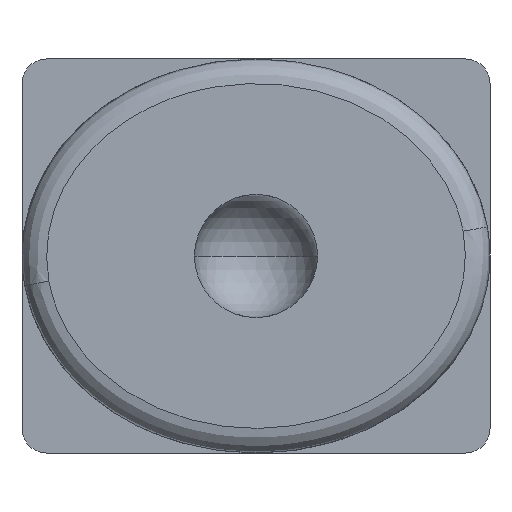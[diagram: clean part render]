
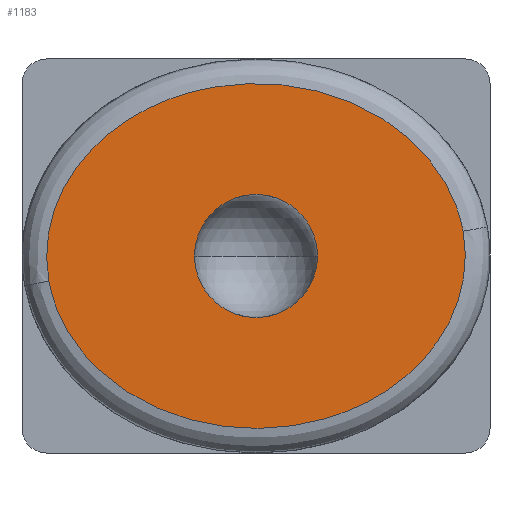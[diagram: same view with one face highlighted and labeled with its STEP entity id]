
A CAD part, left-side view. The second image highlights one B-rep face of the part: STEP entity #1183.
In plain terms, the highlighted planar face has unit normal (-1, 0, 0).
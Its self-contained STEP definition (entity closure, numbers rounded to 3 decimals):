
#1 = CARTESIAN_POINT ( 'NONE',  ( -3.4, 0.171, -0.296 ) ) ;
#3 = CARTESIAN_POINT ( 'NONE',  ( -3.4, 0.289, 0.473 ) ) ;
#5 = CARTESIAN_POINT ( 'NONE',  ( -3.4, 1.525, 0.523 ) ) ;
#24 = ORIENTED_EDGE ( 'NONE', *, *, #414, .F. ) ;
#64 = DIRECTION ( 'NONE',  ( 0., 0., -1. ) ) ;
#83 = DIRECTION ( 'NONE',  ( 0., 0., -1. ) ) ;
#86 = CARTESIAN_POINT ( 'NONE',  ( -3.4, 0.95, 0. ) ) ;
#115 = CARTESIAN_POINT ( 'NONE',  ( -3.4, 1.251, 0.66 ) ) ;
#124 = CARTESIAN_POINT ( 'NONE',  ( -3.4, 1.73, 0.296 ) ) ;
#131 = CARTESIAN_POINT ( 'NONE',  ( -3.4, 1.728, -0.297 ) ) ;
#220 = CARTESIAN_POINT ( 'NONE',  ( -3.4, 0.45, -0.596 ) ) ;
#236 = CARTESIAN_POINT ( 'NONE',  ( -3.4, 0.23, -0.382 ) ) ;
#249 = EDGE_CURVE ( 'NONE', #850, #1015, #521, .T. ) ;
#292 = DIRECTION ( 'NONE',  ( -1., 0., 0. ) ) ;
#346 = CARTESIAN_POINT ( 'NONE',  ( -3.4, 1.809, -0.003 ) ) ;
#414 = EDGE_CURVE ( 'NONE', #1015, #850, #759, .T. ) ;
#449 = CARTESIAN_POINT ( 'NONE',  ( -3.4, 0.95, 0. ) ) ;
#463 = CARTESIAN_POINT ( 'NONE',  ( -3.4, 0.848, 0.715 ) ) ;
#478 = CARTESIAN_POINT ( 'NONE',  ( -3.4, 0.649, -0.676 ) ) ;
#521 = B_SPLINE_CURVE_WITH_KNOTS ( 'NONE', 3,
 ( #1196, #820, #945, #1, #236, #220, #478, #1377, #938, #1051, #1536, #131, #557, #1523 ),
 .UNSPECIFIED., .F., .F.,
 ( 4, 2, 2, 2, 2, 2, 4 ),
 ( 0.005, 0.005, 0.005, 0.006, 0.007, 0.007, 0.007 ),
 .UNSPECIFIED. ) ;
#557 = CARTESIAN_POINT ( 'NONE',  ( -3.4, 1.773, -0.202 ) ) ;
#558 = CARTESIAN_POINT ( 'NONE',  ( -3.4, 0.109, 0.101 ) ) ;
#613 = VERTEX_POINT ( 'NONE', #873 ) ;
#699 = CARTESIAN_POINT ( 'NONE',  ( -3.4, 1.152, 0.685 ) ) ;
#759 = B_SPLINE_CURVE_WITH_KNOTS ( 'NONE', 3,
 ( #1427, #346, #1435, #124, #814, #5, #1081, #115, #699, #463, #1189, #3, #949, #1201 ),
 .UNSPECIFIED., .F., .F.,
 ( 4, 2, 2, 2, 2, 2, 4 ),
 ( 0.002, 0.003, 0.003, 0.003, 0.004, 0.004, 0.005 ),
 .UNSPECIFIED. ) ;
#783 = CARTESIAN_POINT ( 'NONE',  ( -3.4, 0.95, 0. ) ) ;
#790 = EDGE_CURVE ( 'NONE', #942, #613, #1214, .T. ) ;
#798 = DIRECTION ( 'NONE',  ( -1., 0., 0. ) ) ;
#800 = FACE_OUTER_BOUND ( 'NONE', #1205, .T. ) ;
#808 = ORIENTED_EDGE ( 'NONE', *, *, #817, .F. ) ;
#814 = CARTESIAN_POINT ( 'NONE',  ( -3.4, 1.671, 0.381 ) ) ;
#817 = EDGE_CURVE ( 'NONE', #613, #942, #1498, .T. ) ;
#820 = CARTESIAN_POINT ( 'NONE',  ( -3.4, 0.091, -0.001 ) ) ;
#850 = VERTEX_POINT ( 'NONE', #558 ) ;
#873 = CARTESIAN_POINT ( 'NONE',  ( -3.4, 0.7, 0. ) ) ;
#877 = AXIS2_PLACEMENT_3D ( 'NONE', #86, #292, #64 ) ;
#913 = CARTESIAN_POINT ( 'NONE',  ( -3.4, 1.2, 0. ) ) ;
#938 = CARTESIAN_POINT ( 'NONE',  ( -3.4, 1.26, -0.675 ) ) ;
#942 = VERTEX_POINT ( 'NONE', #913 ) ;
#945 = CARTESIAN_POINT ( 'NONE',  ( -3.4, 0.101, -0.106 ) ) ;
#949 = CARTESIAN_POINT ( 'NONE',  ( -3.4, 0.145, 0.304 ) ) ;
#1015 = VERTEX_POINT ( 'NONE', #1109 ) ;
#1027 = AXIS2_PLACEMENT_3D ( 'NONE', #449, #798, #83 ) ;
#1051 = CARTESIAN_POINT ( 'NONE',  ( -3.4, 1.524, -0.523 ) ) ;
#1081 = CARTESIAN_POINT ( 'NONE',  ( -3.4, 1.438, 0.579 ) ) ;
#1109 = CARTESIAN_POINT ( 'NONE',  ( -3.4, 1.791, -0.102 ) ) ;
#1132 = AXIS2_PLACEMENT_3D ( 'NONE', #783, #1278, #1378 ) ;
#1166 = FACE_BOUND ( 'NONE', #1291, .T. ) ;
#1171 = ORIENTED_EDGE ( 'NONE', *, *, #249, .F. ) ;
#1183 = ADVANCED_FACE ( 'NONE', ( #1166, #800 ), #1512, .T. ) ;
#1189 = CARTESIAN_POINT ( 'NONE',  ( -3.4, 0.638, 0.674 ) ) ;
#1196 = CARTESIAN_POINT ( 'NONE',  ( -3.4, 0.109, 0.101 ) ) ;
#1201 = CARTESIAN_POINT ( 'NONE',  ( -3.4, 0.109, 0.101 ) ) ;
#1205 = EDGE_LOOP ( 'NONE', ( #1171, #24 ) ) ;
#1214 = CIRCLE ( 'NONE', #1132, 0.25 ) ;
#1278 = DIRECTION ( 'NONE',  ( -1., 0., 0. ) ) ;
#1291 = EDGE_LOOP ( 'NONE', ( #808, #1478 ) ) ;
#1377 = CARTESIAN_POINT ( 'NONE',  ( -3.4, 1.052, -0.715 ) ) ;
#1378 = DIRECTION ( 'NONE',  ( 0., 0., -1. ) ) ;
#1427 = CARTESIAN_POINT ( 'NONE',  ( -3.4, 1.791, -0.102 ) ) ;
#1435 = CARTESIAN_POINT ( 'NONE',  ( -3.4, 1.8, 0.102 ) ) ;
#1478 = ORIENTED_EDGE ( 'NONE', *, *, #790, .F. ) ;
#1498 = CIRCLE ( 'NONE', #1027, 0.25 ) ;
#1512 = PLANE ( 'NONE',  #877 ) ;
#1523 = CARTESIAN_POINT ( 'NONE',  ( -3.4, 1.791, -0.102 ) ) ;
#1536 = CARTESIAN_POINT ( 'NONE',  ( -3.4, 1.604, -0.457 ) ) ;
